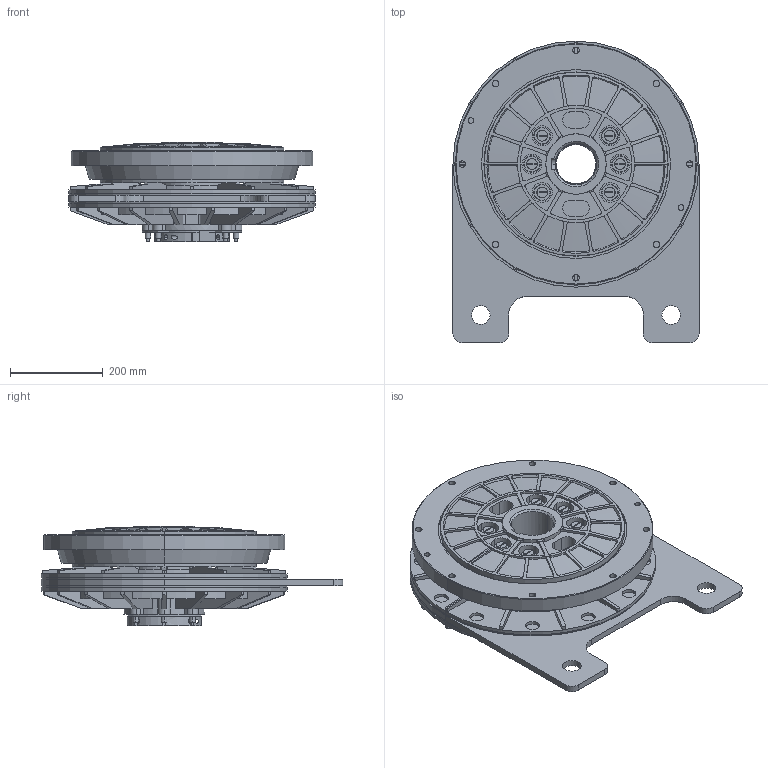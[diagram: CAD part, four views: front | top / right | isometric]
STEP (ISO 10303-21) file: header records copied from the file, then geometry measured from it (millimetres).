
FILE_DESCRIPTION (( 'STEP AP203' ), '1' );
FILE_NAME ('ACSB400.STEP', '2017-11-06T02:29:47', ( '新井重治' ), ( '小倉クラッチ' ), 'SwSTEP 2.0', 'SolidWorks 2009', '' );
FILE_SCHEMA (( 'CONFIG_CONTROL_DESIGN' ));
Length unit declared in the file: millimetre
Products named in the file (1): ACSB400
Bounding box: 530 x 650 x 215 mm (x, y, z)
Volume: 21246260.1 mm3; surface area: 2635266.4 mm2
Topology: 1 solids, 12 shells, 1480 faces, 3975 edges, 2589 vertices
Faces by surface type: cylinder 691, plane 616, cone 115, bspline 36, torus 22
Entity records: 52786 total; most frequent: CARTESIAN_POINT 14682, DIRECTION 8138, ORIENTED_EDGE 7950, EDGE_CURVE 3975, AXIS2_PLACEMENT_3D 3168, VERTEX_POINT 2589, VECTOR 1802, LINE 1802
